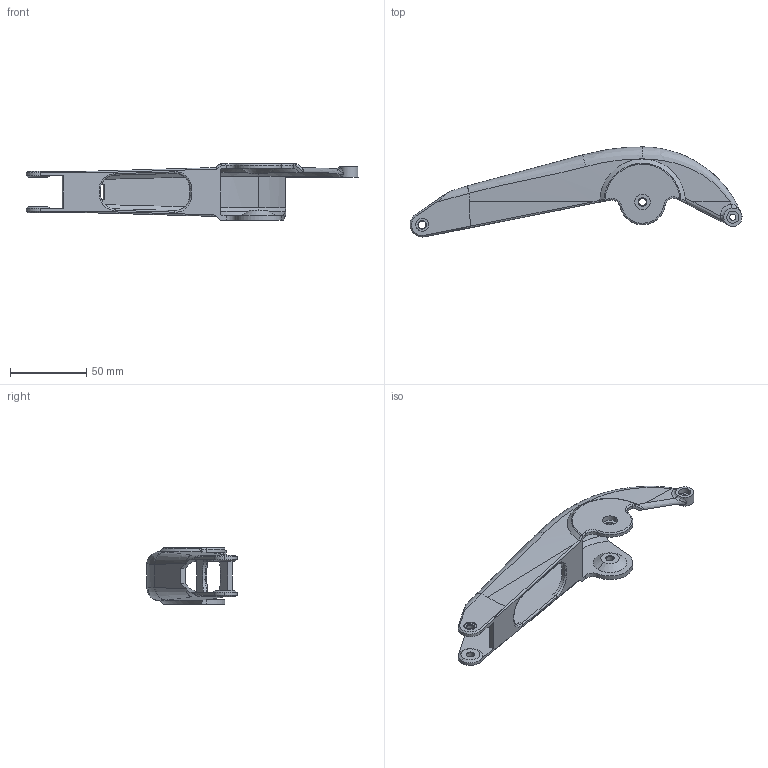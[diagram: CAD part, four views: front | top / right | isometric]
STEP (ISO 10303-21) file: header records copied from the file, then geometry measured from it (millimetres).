
FILE_DESCRIPTION (( 'STEP AP203' ), '1' );
FILE_NAME ('CD蟀裝.ST', '2023-10-12T21:25:11', ( '' ), ( '' ), 'SwSTEP 2.0', 'SolidWorks 2021', '' );
FILE_SCHEMA (( 'CONFIG_CONTROL_DESIGN' ));
Length unit declared in the file: millimetre
Products named in the file (1): CD����
Bounding box: 217.37 x 59 x 37 mm (x, y, z)
Volume: 48442.5 mm3; surface area: 34243.8 mm2
Topology: 1 solids, 1 shells, 169 faces, 428 edges, 264 vertices
Faces by surface type: plane 45, cone 40, cylinder 40, bspline 38, torus 4, sphere 2
Entity records: 8744 total; most frequent: CARTESIAN_POINT 4909, ORIENTED_EDGE 854, DIRECTION 686, EDGE_CURVE 427, AXIS2_PLACEMENT_3D 271, VERTEX_POINT 264, EDGE_LOOP 187, ADVANCED_FACE 169
